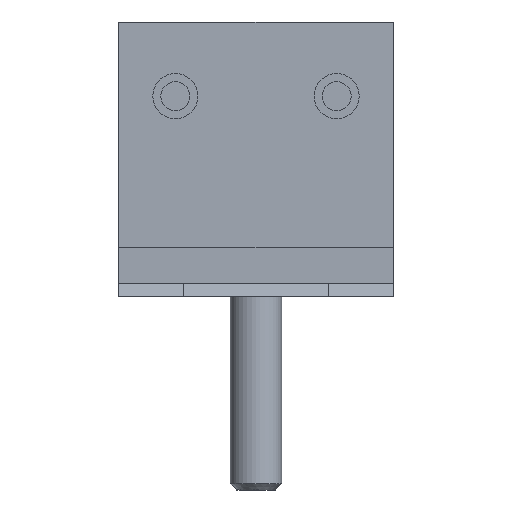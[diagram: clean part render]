
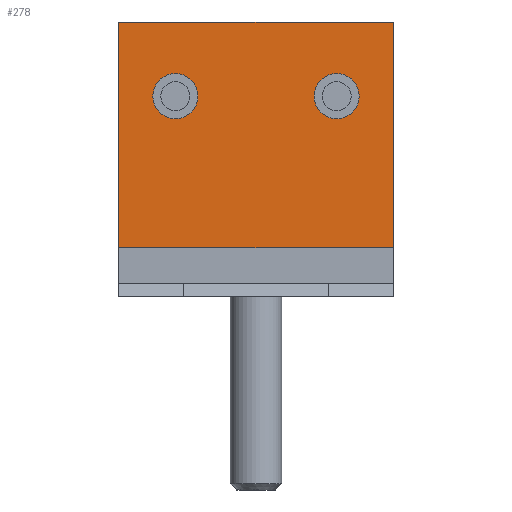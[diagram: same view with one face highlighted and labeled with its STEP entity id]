
A CAD part, left-side view. The second image highlights one B-rep face of the part: STEP entity #278.
In plain terms, the highlighted face is planar.
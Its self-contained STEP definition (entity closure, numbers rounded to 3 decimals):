
#278 = ADVANCED_FACE( '', ( #351, #352, #353 ), #354, .T. );
#351 = FACE_BOUND( '', #496, .T. );
#352 = FACE_BOUND( '', #497, .T. );
#353 = FACE_OUTER_BOUND( '', #498, .T. );
#354 = PLANE( '', #499 );
#496 = EDGE_LOOP( '', ( #666 ) );
#497 = EDGE_LOOP( '', ( #667 ) );
#498 = EDGE_LOOP( '', ( #668, #669, #670, #671 ) );
#499 = AXIS2_PLACEMENT_3D( '', #672, #673, #674 );
#666 = ORIENTED_EDGE( '', *, *, #1128, .T. );
#667 = ORIENTED_EDGE( '', *, *, #1129, .T. );
#668 = ORIENTED_EDGE( '', *, *, #1116, .T. );
#669 = ORIENTED_EDGE( '', *, *, #1124, .T. );
#670 = ORIENTED_EDGE( '', *, *, #1126, .T. );
#671 = ORIENTED_EDGE( '', *, *, #1127, .T. );
#672 = CARTESIAN_POINT( '', ( -35., -42.5, 12. ) );
#673 = DIRECTION( '', ( 0., 0., 1. ) );
#674 = DIRECTION( '', ( 1., 0., 0. ) );
#1116 = EDGE_CURVE( '', #1264, #1262, #1265, .T. );
#1124 = EDGE_CURVE( '', #1262, #1276, #1278, .T. );
#1126 = EDGE_CURVE( '', #1276, #1279, #1281, .T. );
#1127 = EDGE_CURVE( '', #1279, #1264, #1282, .T. );
#1128 = EDGE_CURVE( '', #1283, #1283, #1284, .T. );
#1129 = EDGE_CURVE( '', #1285, #1285, #1286, .T. );
#1262 = VERTEX_POINT( '', #1507 );
#1264 = VERTEX_POINT( '', #1510 );
#1265 = LINE( '', #1511, #1512 );
#1276 = VERTEX_POINT( '', #1527 );
#1278 = LINE( '', #1530, #1531 );
#1279 = VERTEX_POINT( '', #1532 );
#1281 = LINE( '', #1535, #1536 );
#1282 = LINE( '', #1537, #1538 );
#1283 = VERTEX_POINT( '', #1539 );
#1284 = CIRCLE( '', #1540, 7. );
#1285 = VERTEX_POINT( '', #1541 );
#1286 = CIRCLE( '', #1542, 7. );
#1507 = CARTESIAN_POINT( '', ( -35., -42.5, 12. ) );
#1510 = CARTESIAN_POINT( '', ( -35., 42.5, 12. ) );
#1511 = CARTESIAN_POINT( '', ( -35., 42.5, 12. ) );
#1512 = VECTOR( '', #1972, 1000. );
#1527 = CARTESIAN_POINT( '', ( 35., -42.5, 12. ) );
#1530 = CARTESIAN_POINT( '', ( -35., -42.5, 12. ) );
#1531 = VECTOR( '', #1984, 1000. );
#1532 = CARTESIAN_POINT( '', ( 35., 42.5, 12. ) );
#1535 = CARTESIAN_POINT( '', ( 35., -42.5, 12. ) );
#1536 = VECTOR( '', #1986, 1000. );
#1537 = CARTESIAN_POINT( '', ( 35., 42.5, 12. ) );
#1538 = VECTOR( '', #1987, 1000. );
#1539 = CARTESIAN_POINT( '', ( -12., -32., 12. ) );
#1540 = AXIS2_PLACEMENT_3D( '', #1988, #1989, #1990 );
#1541 = CARTESIAN_POINT( '', ( -12., 18., 12. ) );
#1542 = AXIS2_PLACEMENT_3D( '', #1991, #1992, #1993 );
#1972 = DIRECTION( '', ( 0., -1., 0. ) );
#1984 = DIRECTION( '', ( 1., 0., 0. ) );
#1986 = DIRECTION( '', ( 0., 1., 0. ) );
#1987 = DIRECTION( '', ( -1., 0., 0. ) );
#1988 = CARTESIAN_POINT( '', ( -12., -25., 12. ) );
#1989 = DIRECTION( '', ( 0., 0., -1. ) );
#1990 = DIRECTION( '', ( 0., -1., 0. ) );
#1991 = CARTESIAN_POINT( '', ( -12., 25., 12. ) );
#1992 = DIRECTION( '', ( 0., 0., -1. ) );
#1993 = DIRECTION( '', ( 0., -1., 0. ) );
